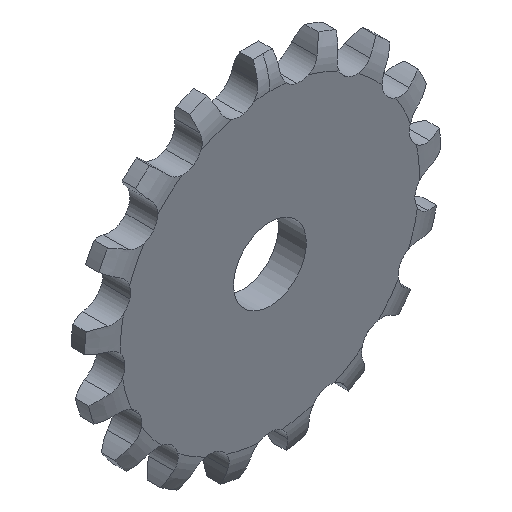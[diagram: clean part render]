
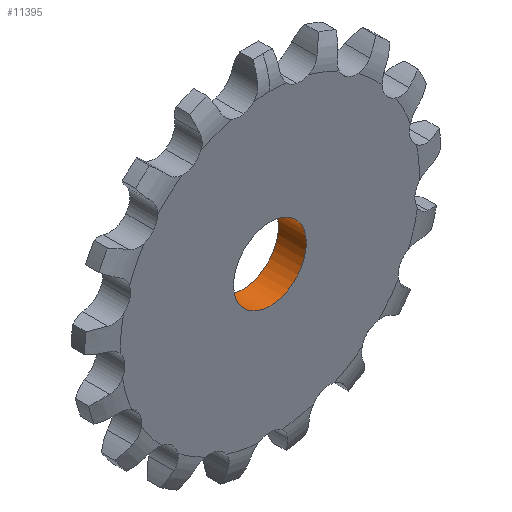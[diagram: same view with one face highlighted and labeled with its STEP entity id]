
A CAD part, isometric view. The second image highlights one B-rep face of the part: STEP entity #11395.
In plain terms, the highlighted cylindrical face has radius 3 mm (diameter 6 mm), a full revolution.
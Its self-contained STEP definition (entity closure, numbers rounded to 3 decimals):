
#45 = PLANE('',#46);
#46 = AXIS2_PLACEMENT_3D('',#47,#48,#49);
#47 = CARTESIAN_POINT('',(0.,0.,
    0.));
#48 = DIRECTION('',(0.,1.,0.));
#49 = DIRECTION('',(0.,0.,-1.));
#254 = PLANE('',#255);
#255 = AXIS2_PLACEMENT_3D('',#256,#257,#258);
#256 = CARTESIAN_POINT('',(0.,-2.3,0.));
#257 = DIRECTION('',(0.,-1.,0.));
#258 = DIRECTION('',(0.,0.,1.));
#2037 = EDGE_CURVE('',#2038,#2038,#2040,.T.);
#2038 = VERTEX_POINT('',#2039);
#2039 = CARTESIAN_POINT('',(3.,0.,0.));
#2040 = SURFACE_CURVE('',#2041,(#2046,#2057),.PCURVE_S1.);
#2041 = CIRCLE('',#2042,3.);
#2042 = AXIS2_PLACEMENT_3D('',#2043,#2044,#2045);
#2043 = CARTESIAN_POINT('',(0.,0.,0.));
#2044 = DIRECTION('',(0.,-1.,0.));
#2045 = DIRECTION('',(1.,0.,0.));
#2046 = PCURVE('',#45,#2047);
#2047 = DEFINITIONAL_REPRESENTATION('',(#2048),#2056);
#2048 = ( BOUNDED_CURVE() B_SPLINE_CURVE(2,(#2049,#2050,#2051,#2052,
#2053,#2054,#2055),.UNSPECIFIED.,.T.,.F.) B_SPLINE_CURVE_WITH_KNOTS((1,2
    ,2,2,2,1),(-2.094,0.,2.094,4.189,
6.283,8.378),.UNSPECIFIED.) CURVE() 
GEOMETRIC_REPRESENTATION_ITEM() RATIONAL_B_SPLINE_CURVE((1.,0.5,1.,0.5,
1.,0.5,1.)) REPRESENTATION_ITEM('') );
#2049 = CARTESIAN_POINT('',(0.,-3.));
#2050 = CARTESIAN_POINT('',(-5.196,-3.));
#2051 = CARTESIAN_POINT('',(-2.598,1.5));
#2052 = CARTESIAN_POINT('',(0.,6.));
#2053 = CARTESIAN_POINT('',(2.598,1.5));
#2054 = CARTESIAN_POINT('',(5.196,-3.));
#2055 = CARTESIAN_POINT('',(0.,-3.));
#2056 = ( GEOMETRIC_REPRESENTATION_CONTEXT(2) 
PARAMETRIC_REPRESENTATION_CONTEXT() REPRESENTATION_CONTEXT('2D SPACE',''
  ) );
#2057 = PCURVE('',#2058,#2063);
#2058 = CYLINDRICAL_SURFACE('',#2059,3.);
#2059 = AXIS2_PLACEMENT_3D('',#2060,#2061,#2062);
#2060 = CARTESIAN_POINT('',(0.,0.,0.));
#2061 = DIRECTION('',(0.,1.,0.));
#2062 = DIRECTION('',(1.,0.,0.));
#2063 = DEFINITIONAL_REPRESENTATION('',(#2064),#2068);
#2064 = LINE('',#2065,#2066);
#2065 = CARTESIAN_POINT('',(-0.,0.));
#2066 = VECTOR('',#2067,1.);
#2067 = DIRECTION('',(-1.,0.));
#2068 = ( GEOMETRIC_REPRESENTATION_CONTEXT(2) 
PARAMETRIC_REPRESENTATION_CONTEXT() REPRESENTATION_CONTEXT('2D SPACE',''
  ) );
#3613 = EDGE_CURVE('',#3614,#3614,#3616,.T.);
#3614 = VERTEX_POINT('',#3615);
#3615 = CARTESIAN_POINT('',(3.,-2.3,0.));
#3616 = SURFACE_CURVE('',#3617,(#3622,#3633),.PCURVE_S1.);
#3617 = CIRCLE('',#3618,3.);
#3618 = AXIS2_PLACEMENT_3D('',#3619,#3620,#3621);
#3619 = CARTESIAN_POINT('',(0.,-2.3,0.));
#3620 = DIRECTION('',(-0.,1.,0.));
#3621 = DIRECTION('',(1.,0.,0.));
#3622 = PCURVE('',#254,#3623);
#3623 = DEFINITIONAL_REPRESENTATION('',(#3624),#3632);
#3624 = ( BOUNDED_CURVE() B_SPLINE_CURVE(2,(#3625,#3626,#3627,#3628,
#3629,#3630,#3631),.UNSPECIFIED.,.T.,.F.) B_SPLINE_CURVE_WITH_KNOTS((1,2
    ,2,2,2,1),(-2.094,0.,2.094,4.189,
6.283,8.378),.UNSPECIFIED.) CURVE() 
GEOMETRIC_REPRESENTATION_ITEM() RATIONAL_B_SPLINE_CURVE((1.,0.5,1.,0.5,
1.,0.5,1.)) REPRESENTATION_ITEM('') );
#3625 = CARTESIAN_POINT('',(0.,-3.));
#3626 = CARTESIAN_POINT('',(-5.196,-3.));
#3627 = CARTESIAN_POINT('',(-2.598,1.5));
#3628 = CARTESIAN_POINT('',(0.,6.));
#3629 = CARTESIAN_POINT('',(2.598,1.5));
#3630 = CARTESIAN_POINT('',(5.196,-3.));
#3631 = CARTESIAN_POINT('',(0.,-3.));
#3632 = ( GEOMETRIC_REPRESENTATION_CONTEXT(2) 
PARAMETRIC_REPRESENTATION_CONTEXT() REPRESENTATION_CONTEXT('2D SPACE',''
  ) );
#3633 = PCURVE('',#2058,#3634);
#3634 = DEFINITIONAL_REPRESENTATION('',(#3635),#3639);
#3635 = LINE('',#3636,#3637);
#3636 = CARTESIAN_POINT('',(-6.283,-2.3));
#3637 = VECTOR('',#3638,1.);
#3638 = DIRECTION('',(1.,-0.));
#3639 = ( GEOMETRIC_REPRESENTATION_CONTEXT(2) 
PARAMETRIC_REPRESENTATION_CONTEXT() REPRESENTATION_CONTEXT('2D SPACE',''
  ) );
#11395 = ADVANCED_FACE('',(#11396),#2058,.F.);
#11396 = FACE_BOUND('',#11397,.T.);
#11397 = EDGE_LOOP('',(#11398,#11399,#11420,#11421));
#11398 = ORIENTED_EDGE('',*,*,#2037,.F.);
#11399 = ORIENTED_EDGE('',*,*,#11400,.T.);
#11400 = EDGE_CURVE('',#2038,#3614,#11401,.T.);
#11401 = SEAM_CURVE('',#11402,(#11406,#11413),.PCURVE_S1.);
#11402 = LINE('',#11403,#11404);
#11403 = CARTESIAN_POINT('',(3.,0.,0.));
#11404 = VECTOR('',#11405,1.);
#11405 = DIRECTION('',(0.,-1.,0.));
#11406 = PCURVE('',#2058,#11407);
#11407 = DEFINITIONAL_REPRESENTATION('',(#11408),#11412);
#11408 = LINE('',#11409,#11410);
#11409 = CARTESIAN_POINT('',(-6.283,0.));
#11410 = VECTOR('',#11411,1.);
#11411 = DIRECTION('',(-0.,-1.));
#11412 = ( GEOMETRIC_REPRESENTATION_CONTEXT(2) 
PARAMETRIC_REPRESENTATION_CONTEXT() REPRESENTATION_CONTEXT('2D SPACE',''
  ) );
#11413 = PCURVE('',#2058,#11414);
#11414 = DEFINITIONAL_REPRESENTATION('',(#11415),#11419);
#11415 = LINE('',#11416,#11417);
#11416 = CARTESIAN_POINT('',(-0.,0.));
#11417 = VECTOR('',#11418,1.);
#11418 = DIRECTION('',(-0.,-1.));
#11419 = ( GEOMETRIC_REPRESENTATION_CONTEXT(2) 
PARAMETRIC_REPRESENTATION_CONTEXT() REPRESENTATION_CONTEXT('2D SPACE',''
  ) );
#11420 = ORIENTED_EDGE('',*,*,#3613,.F.);
#11421 = ORIENTED_EDGE('',*,*,#11400,.F.);
